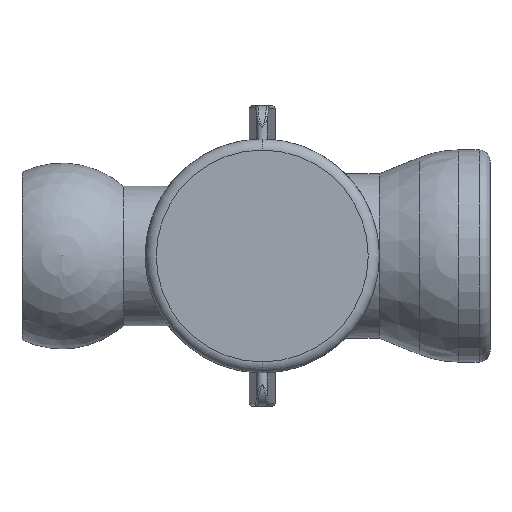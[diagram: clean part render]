
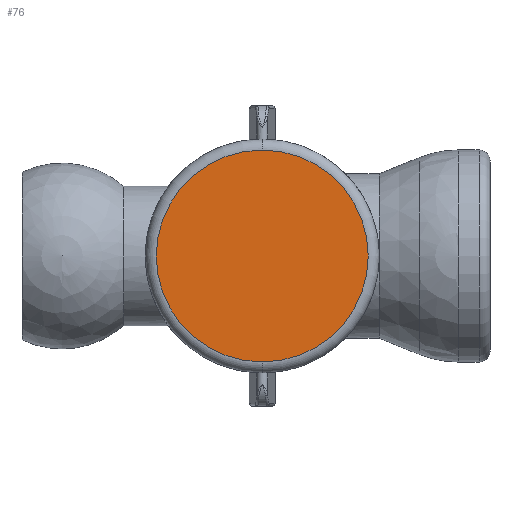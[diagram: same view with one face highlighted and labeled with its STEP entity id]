
A CAD part, front view. The second image highlights one B-rep face of the part: STEP entity #76.
In plain terms, the highlighted planar face has unit normal (0, -1, 0).
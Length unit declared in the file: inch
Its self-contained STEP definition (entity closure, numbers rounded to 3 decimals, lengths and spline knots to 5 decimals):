
#71 = ORIENTED_EDGE ( 'NONE', *, *, #72, .T. ) ;
#72 = EDGE_CURVE ( 'NONE', #614, #666, #2217, .T. ) ;
#73 = ORIENTED_EDGE ( 'NONE', *, *, #665, .T. ) ;
#76 = ADVANCED_FACE ( 'NONE', ( #2255 ), #2210, .F. ) ;
#77 = EDGE_LOOP ( 'NONE', ( #71, #73 ) ) ;
#614 = VERTEX_POINT ( 'NONE', #6570 ) ;
#665 = EDGE_CURVE ( 'NONE', #666, #614, #6799, .T. ) ;
#666 = VERTEX_POINT ( 'NONE', #6794 ) ;
#2210 = PLANE ( 'NONE',  #2254 ) ;
#2213 = DIRECTION ( 'NONE',  ( 0., 0., -1. ) ) ;
#2214 = DIRECTION ( 'NONE',  ( 0., -1., 0. ) ) ;
#2215 = CARTESIAN_POINT ( 'NONE',  ( -1.038, -0.6025, 0. ) ) ;
#2216 = AXIS2_PLACEMENT_3D ( 'NONE', #2215, #2214, #2213 ) ;
#2217 = CIRCLE ( 'NONE', #2216, 0.483 ) ;
#2251 = DIRECTION ( 'NONE',  ( 0., 0., -1. ) ) ;
#2252 = DIRECTION ( 'NONE',  ( 0., 1., 0. ) ) ;
#2253 = CARTESIAN_POINT ( 'NONE',  ( -1.521, -0.6025, 0. ) ) ;
#2254 = AXIS2_PLACEMENT_3D ( 'NONE', #2253, #2252, #2251 ) ;
#2255 = FACE_OUTER_BOUND ( 'NONE', #77, .T. ) ;
#6570 = CARTESIAN_POINT ( 'NONE',  ( -1.038, -0.6025, -0.483 ) ) ;
#6794 = CARTESIAN_POINT ( 'NONE',  ( -1.038, -0.6025, 0.483 ) ) ;
#6795 = DIRECTION ( 'NONE',  ( 0., 0., -1. ) ) ;
#6796 = DIRECTION ( 'NONE',  ( 0., -1., 0. ) ) ;
#6797 = CARTESIAN_POINT ( 'NONE',  ( -1.038, -0.6025, 0. ) ) ;
#6798 = AXIS2_PLACEMENT_3D ( 'NONE', #6797, #6796, #6795 ) ;
#6799 = CIRCLE ( 'NONE', #6798, 0.483 ) ;
